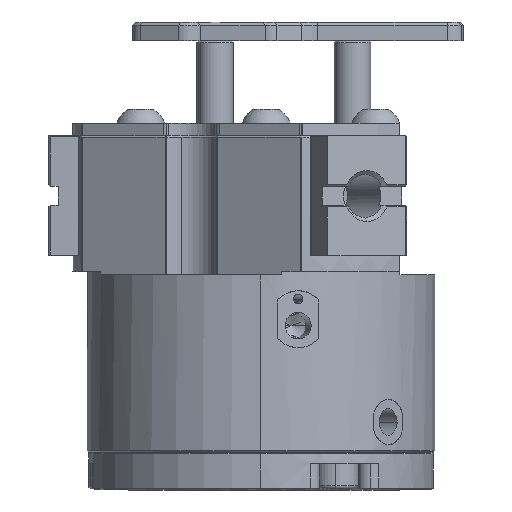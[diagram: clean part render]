
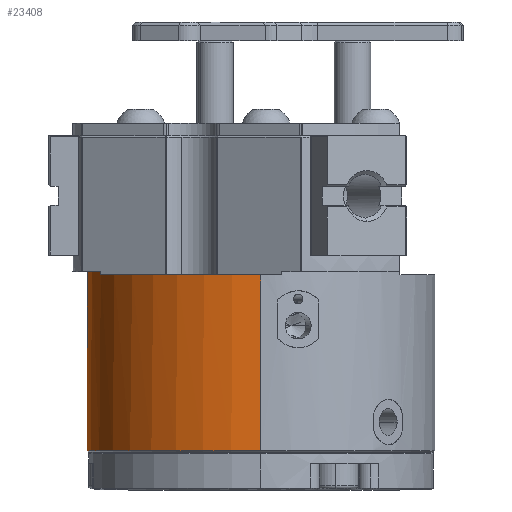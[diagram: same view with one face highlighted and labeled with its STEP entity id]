
A CAD part, left-side view. The second image highlights one B-rep face of the part: STEP entity #23408.
In plain terms, the highlighted cylindrical face has radius 27.5 mm (diameter 55 mm), a partial arc.
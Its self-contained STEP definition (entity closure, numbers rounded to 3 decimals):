
#1305 = ORIENTED_EDGE ( 'NONE', *, *, #33937, .F. ) ;
#1892 = CARTESIAN_POINT ( 'NONE',  ( 16.461, 22.029, 0.2 ) ) ;
#2944 = DIRECTION ( 'NONE',  ( 0., 0., 1. ) ) ;
#3059 = CARTESIAN_POINT ( 'NONE',  ( -10.803, 25.289, 28. ) ) ;
#3221 = AXIS2_PLACEMENT_3D ( 'NONE', #12532, #31163, #15212 ) ;
#3533 = CARTESIAN_POINT ( 'NONE',  ( -10.803, 25.289, 25. ) ) ;
#4957 = DIRECTION ( 'NONE',  ( 0., 0., -1. ) ) ;
#6091 = CARTESIAN_POINT ( 'NONE',  ( 0., 0., 25. ) ) ;
#6191 = LINE ( 'NONE', #34179, #11611 ) ;
#6624 = AXIS2_PLACEMENT_3D ( 'NONE', #29769, #13803, #32412 ) ;
#6649 = LINE ( 'NONE', #21429, #20811 ) ;
#6972 = DIRECTION ( 'NONE',  ( 0., 0., 1. ) ) ;
#7051 = VERTEX_POINT ( 'NONE', #3059 ) ;
#7433 = AXIS2_PLACEMENT_3D ( 'NONE', #22933, #6972, #25613 ) ;
#9234 = CIRCLE ( 'NONE', #7433, 27.5 ) ;
#9724 = CARTESIAN_POINT ( 'NONE',  ( 10.803, 25.289, 28.5 ) ) ;
#9838 = CARTESIAN_POINT ( 'NONE',  ( -27.5, 0., 28. ) ) ;
#11180 = CYLINDRICAL_SURFACE ( 'NONE', #27125, 27.5 ) ;
#11400 = AXIS2_PLACEMENT_3D ( 'NONE', #18909, #2944, #21610 ) ;
#11464 = EDGE_CURVE ( 'NONE', #7051, #22838, #32346, .T. ) ;
#11611 = VECTOR ( 'NONE', #4957, 1000. ) ;
#11697 = VERTEX_POINT ( 'NONE', #23099 ) ;
#11723 = VERTEX_POINT ( 'NONE', #1892 ) ;
#12155 = EDGE_CURVE ( 'NONE', #11723, #29162, #21097, .T. ) ;
#12532 = CARTESIAN_POINT ( 'NONE',  ( 0., 0., 28. ) ) ;
#13169 = VECTOR ( 'NONE', #22147, 1000. ) ;
#13803 = DIRECTION ( 'NONE',  ( 0., 0., 1. ) ) ;
#13966 = ORIENTED_EDGE ( 'NONE', *, *, #29028, .T. ) ;
#14179 = VERTEX_POINT ( 'NONE', #22216 ) ;
#14385 = CARTESIAN_POINT ( 'NONE',  ( -10.803, 25.289, 28.5 ) ) ;
#14606 = EDGE_CURVE ( 'NONE', #15883, #22838, #15569, .T. ) ;
#15212 = DIRECTION ( 'NONE',  ( 1., 0., 0. ) ) ;
#15569 = CIRCLE ( 'NONE', #11400, 27.5 ) ;
#15883 = VERTEX_POINT ( 'NONE', #9724 ) ;
#16683 = DIRECTION ( 'NONE',  ( 0., 0., 1. ) ) ;
#18206 = VECTOR ( 'NONE', #19510, 1000. ) ;
#18650 = CIRCLE ( 'NONE', #3221, 27.5 ) ;
#18891 = ORIENTED_EDGE ( 'NONE', *, *, #23123, .T. ) ;
#18909 = CARTESIAN_POINT ( 'NONE',  ( 0., 0., 28.5 ) ) ;
#19199 = ORIENTED_EDGE ( 'NONE', *, *, #24512, .T. ) ;
#19510 = DIRECTION ( 'NONE',  ( 0., 0., 1. ) ) ;
#20260 = ORIENTED_EDGE ( 'NONE', *, *, #14606, .F. ) ;
#20811 = VECTOR ( 'NONE', #26798, 1000. ) ;
#20943 = EDGE_CURVE ( 'NONE', #29162, #14179, #9234, .T. ) ;
#21097 = LINE ( 'NONE', #27386, #13169 ) ;
#21429 = CARTESIAN_POINT ( 'NONE',  ( -27.5, 0., 25. ) ) ;
#21610 = DIRECTION ( 'NONE',  ( 1., 0., 0. ) ) ;
#22147 = DIRECTION ( 'NONE',  ( 0., 0., 1. ) ) ;
#22216 = CARTESIAN_POINT ( 'NONE',  ( 10.803, 25.289, 28. ) ) ;
#22838 = VERTEX_POINT ( 'NONE', #14385 ) ;
#22933 = CARTESIAN_POINT ( 'NONE',  ( 0., 0., 28. ) ) ;
#23099 = CARTESIAN_POINT ( 'NONE',  ( -27.5, 0., 0.2 ) ) ;
#23123 = EDGE_CURVE ( 'NONE', #15883, #14179, #6191, .T. ) ;
#23408 = ADVANCED_FACE ( 'NONE', ( #25350 ), #11180, .T. ) ;
#24512 = EDGE_CURVE ( 'NONE', #11723, #11697, #34509, .T. ) ;
#24737 = DIRECTION ( 'NONE',  ( 1., 0., 0. ) ) ;
#24905 = ORIENTED_EDGE ( 'NONE', *, *, #12155, .F. ) ;
#25350 = FACE_OUTER_BOUND ( 'NONE', #32971, .T. ) ;
#25613 = DIRECTION ( 'NONE',  ( 1., 0., 0. ) ) ;
#26798 = DIRECTION ( 'NONE',  ( 0., 0., 1. ) ) ;
#27125 = AXIS2_PLACEMENT_3D ( 'NONE', #6091, #16683, #24737 ) ;
#27386 = CARTESIAN_POINT ( 'NONE',  ( 16.461, 22.029, 25. ) ) ;
#28887 = ORIENTED_EDGE ( 'NONE', *, *, #11464, .T. ) ;
#29028 = EDGE_CURVE ( 'NONE', #11697, #32789, #6649, .T. ) ;
#29162 = VERTEX_POINT ( 'NONE', #32324 ) ;
#29769 = CARTESIAN_POINT ( 'NONE',  ( 0., 0., 0.2 ) ) ;
#31163 = DIRECTION ( 'NONE',  ( 0., 0., 1. ) ) ;
#32324 = CARTESIAN_POINT ( 'NONE',  ( 16.461, 22.029, 28. ) ) ;
#32346 = LINE ( 'NONE', #3533, #18206 ) ;
#32412 = DIRECTION ( 'NONE',  ( 1., 0., 0. ) ) ;
#32736 = ORIENTED_EDGE ( 'NONE', *, *, #20943, .F. ) ;
#32789 = VERTEX_POINT ( 'NONE', #9838 ) ;
#32971 = EDGE_LOOP ( 'NONE', ( #19199, #13966, #1305, #28887, #20260, #18891, #32736, #24905 ) ) ;
#33937 = EDGE_CURVE ( 'NONE', #7051, #32789, #18650, .T. ) ;
#34179 = CARTESIAN_POINT ( 'NONE',  ( 10.803, 25.289, 25. ) ) ;
#34509 = CIRCLE ( 'NONE', #6624, 27.5 ) ;
